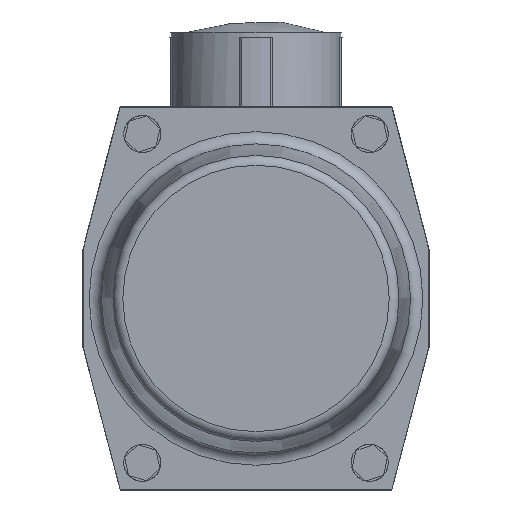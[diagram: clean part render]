
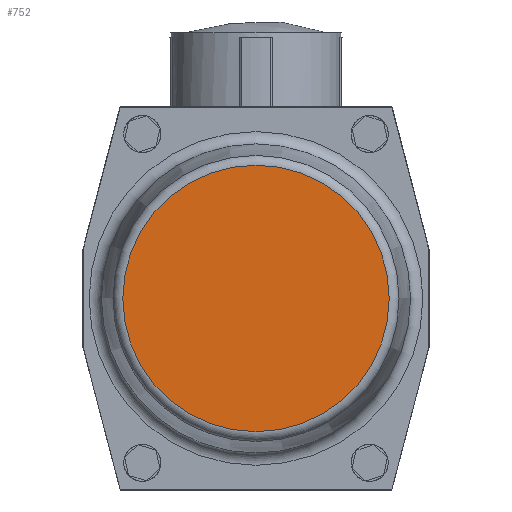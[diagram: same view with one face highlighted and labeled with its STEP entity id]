
A CAD part, front view. The second image highlights one B-rep face of the part: STEP entity #752.
In plain terms, the highlighted planar face has unit normal (0, -1, 0).
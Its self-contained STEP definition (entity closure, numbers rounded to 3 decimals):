
#752 = ADVANCED_FACE( '', ( #1632 ), #1633, .T. );
#1632 = FACE_OUTER_BOUND( '', #2575, .T. );
#1633 = PLANE( '', #2576 );
#2575 = EDGE_LOOP( '', ( #4591 ) );
#2576 = AXIS2_PLACEMENT_3D( '', #4592, #4593, #4594 );
#4591 = ORIENTED_EDGE( '', *, *, #5397, .F. );
#4592 = CARTESIAN_POINT( '', ( 0., -183., 0. ) );
#4593 = DIRECTION( '', ( 0., -1., 0. ) );
#4594 = DIRECTION( '', ( 1., 0., 0. ) );
#5397 = EDGE_CURVE( '', #6507, #6507, #6508, .T. );
#6507 = VERTEX_POINT( '', #7937 );
#6508 = CIRCLE( '', #7938, 53.901 );
#7937 = CARTESIAN_POINT( '', ( -53.901, -183., 0. ) );
#7938 = AXIS2_PLACEMENT_3D( '', #9161, #9162, #9163 );
#9161 = CARTESIAN_POINT( '', ( 0., -183., 0. ) );
#9162 = DIRECTION( '', ( 0., 1., 0. ) );
#9163 = DIRECTION( '', ( -1., 0., 0. ) );
